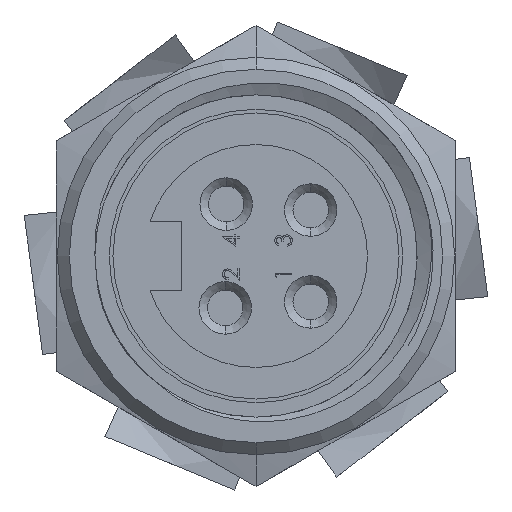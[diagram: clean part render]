
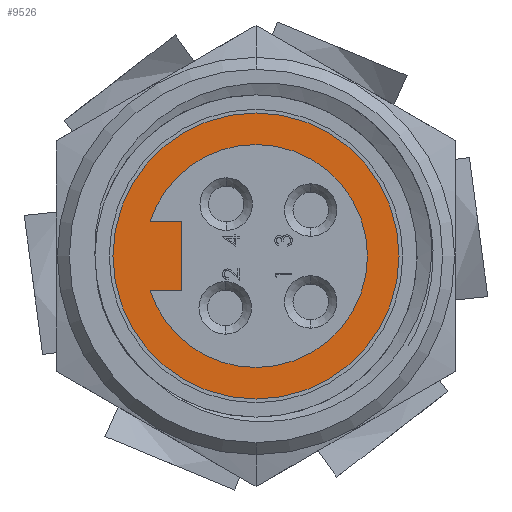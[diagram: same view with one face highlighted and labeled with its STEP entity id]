
A CAD part, left-side view. The second image highlights one B-rep face of the part: STEP entity #9526.
In plain terms, the highlighted planar face has unit normal (-1, 0, 0).
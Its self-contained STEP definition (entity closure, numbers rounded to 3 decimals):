
#106 = VECTOR ( 'NONE', #3684, 1000. ) ;
#185 = ORIENTED_EDGE ( 'NONE', *, *, #8144, .T. ) ;
#675 = CARTESIAN_POINT ( 'NONE',  ( 3.49, -9.1, 0. ) ) ;
#693 = LINE ( 'NONE', #2631, #12777 ) ;
#764 = CARTESIAN_POINT ( 'NONE',  ( 3.49, 4.76, -2.2 ) ) ;
#806 = ORIENTED_EDGE ( 'NONE', *, *, #8088, .T. ) ;
#950 = DIRECTION ( 'NONE',  ( 0., 0., 1. ) ) ;
#953 = AXIS2_PLACEMENT_3D ( 'NONE', #675, #8658, #1829 ) ;
#966 = DIRECTION ( 'NONE',  ( 1., 0., 0. ) ) ;
#984 = CARTESIAN_POINT ( 'NONE',  ( 3.49, 0., 0. ) ) ;
#1037 = AXIS2_PLACEMENT_3D ( 'NONE', #1684, #9654, #2861 ) ;
#1184 = DIRECTION ( 'NONE',  ( 0., 0., 1. ) ) ;
#1200 = DIRECTION ( 'NONE',  ( 1., 0., 0. ) ) ;
#1234 = CARTESIAN_POINT ( 'NONE',  ( 3.49, 0., 0. ) ) ;
#1261 = ORIENTED_EDGE ( 'NONE', *, *, #7235, .F. ) ;
#1274 = VERTEX_POINT ( 'NONE', #3986 ) ;
#1317 = ORIENTED_EDGE ( 'NONE', *, *, #9478, .T. ) ;
#1684 = CARTESIAN_POINT ( 'NONE',  ( 3.49, 0., 0. ) ) ;
#1810 = FACE_OUTER_BOUND ( 'NONE', #3486, .T. ) ;
#1829 = DIRECTION ( 'NONE',  ( 0., 0., 1. ) ) ;
#1936 = DIRECTION ( 'NONE',  ( 0., 0., 1. ) ) ;
#1965 = DIRECTION ( 'NONE',  ( 0., -1., 0. ) ) ;
#2062 = VERTEX_POINT ( 'NONE', #764 ) ;
#2095 = DIRECTION ( 'NONE',  ( 1., 0., 0. ) ) ;
#2117 = CARTESIAN_POINT ( 'NONE',  ( 3.49, 0., 0. ) ) ;
#2262 = AXIS2_PLACEMENT_3D ( 'NONE', #984, #966, #950 ) ;
#2265 = AXIS2_PLACEMENT_3D ( 'NONE', #1234, #1200, #1184 ) ;
#2320 = CARTESIAN_POINT ( 'NONE',  ( 3.49, 4.76, -2.2 ) ) ;
#2474 = ORIENTED_EDGE ( 'NONE', *, *, #8191, .F. ) ;
#2534 = CARTESIAN_POINT ( 'NONE',  ( 3.49, 0., -7.09 ) ) ;
#2631 = CARTESIAN_POINT ( 'NONE',  ( 3.49, 4.76, 2.2 ) ) ;
#2861 = DIRECTION ( 'NONE',  ( 0., 0., 1. ) ) ;
#2984 = AXIS2_PLACEMENT_3D ( 'NONE', #13375, #13347, #13330 ) ;
#3486 = EDGE_LOOP ( 'NONE', ( #1261, #2474 ) ) ;
#3495 = AXIS2_PLACEMENT_3D ( 'NONE', #2117, #2095, #1936 ) ;
#3544 = DIRECTION ( 'NONE',  ( 0., 0., 1. ) ) ;
#3561 = VERTEX_POINT ( 'NONE', #10813 ) ;
#3684 = DIRECTION ( 'NONE',  ( 0., 1., 0. ) ) ;
#3767 = CARTESIAN_POINT ( 'NONE',  ( 3.49, 6.74, -2.2 ) ) ;
#3976 = CARTESIAN_POINT ( 'NONE',  ( 3.49, 4.76, 2.2 ) ) ;
#3986 = CARTESIAN_POINT ( 'NONE',  ( 3.49, 4.76, 2.2 ) ) ;
#4256 = VERTEX_POINT ( 'NONE', #7137 ) ;
#4587 = FACE_BOUND ( 'NONE', #9844, .T. ) ;
#4711 = VERTEX_POINT ( 'NONE', #5193 ) ;
#5193 = CARTESIAN_POINT ( 'NONE',  ( 3.49, 6.74, 2.2 ) ) ;
#6103 = EDGE_CURVE ( 'NONE', #3561, #10462, #6307, .T. ) ;
#6245 = ORIENTED_EDGE ( 'NONE', *, *, #8189, .T. ) ;
#6307 = CIRCLE ( 'NONE', #3495, 7.09 ) ;
#6756 = ORIENTED_EDGE ( 'NONE', *, *, #8124, .T. ) ;
#6759 = LINE ( 'NONE', #3976, #106 ) ;
#6919 = CIRCLE ( 'NONE', #2265, 7.09 ) ;
#7039 = CARTESIAN_POINT ( 'NONE',  ( 3.49, 0., 9.1 ) ) ;
#7137 = CARTESIAN_POINT ( 'NONE',  ( 3.49, 0., -9.1 ) ) ;
#7235 = EDGE_CURVE ( 'NONE', #11424, #4256, #12827, .T. ) ;
#8088 = EDGE_CURVE ( 'NONE', #1274, #4711, #6759, .T. ) ;
#8124 = EDGE_CURVE ( 'NONE', #2062, #1274, #693, .T. ) ;
#8144 = EDGE_CURVE ( 'NONE', #10615, #2062, #11819, .T. ) ;
#8189 = EDGE_CURVE ( 'NONE', #10462, #10615, #6919, .T. ) ;
#8191 = EDGE_CURVE ( 'NONE', #4256, #11424, #12095, .T. ) ;
#8658 = DIRECTION ( 'NONE',  ( 1., 0., 0. ) ) ;
#9478 = EDGE_CURVE ( 'NONE', #4711, #3561, #9529, .T. ) ;
#9526 = ADVANCED_FACE ( 'NONE', ( #1810, #4587 ), #10835, .F. ) ;
#9529 = CIRCLE ( 'NONE', #1037, 7.09 ) ;
#9654 = DIRECTION ( 'NONE',  ( 1., 0., 0. ) ) ;
#9844 = EDGE_LOOP ( 'NONE', ( #1317, #11799, #6245, #185, #6756, #806 ) ) ;
#10462 = VERTEX_POINT ( 'NONE', #2534 ) ;
#10615 = VERTEX_POINT ( 'NONE', #3767 ) ;
#10813 = CARTESIAN_POINT ( 'NONE',  ( 3.49, 0., 7.09 ) ) ;
#10835 = PLANE ( 'NONE',  #953 ) ;
#11424 = VERTEX_POINT ( 'NONE', #7039 ) ;
#11799 = ORIENTED_EDGE ( 'NONE', *, *, #6103, .T. ) ;
#11819 = LINE ( 'NONE', #2320, #13721 ) ;
#12095 = CIRCLE ( 'NONE', #2262, 9.1 ) ;
#12777 = VECTOR ( 'NONE', #3544, 1000. ) ;
#12827 = CIRCLE ( 'NONE', #2984, 9.1 ) ;
#13330 = DIRECTION ( 'NONE',  ( 0., 0., 1. ) ) ;
#13347 = DIRECTION ( 'NONE',  ( 1., 0., 0. ) ) ;
#13375 = CARTESIAN_POINT ( 'NONE',  ( 3.49, 0., 0. ) ) ;
#13721 = VECTOR ( 'NONE', #1965, 1000. ) ;
